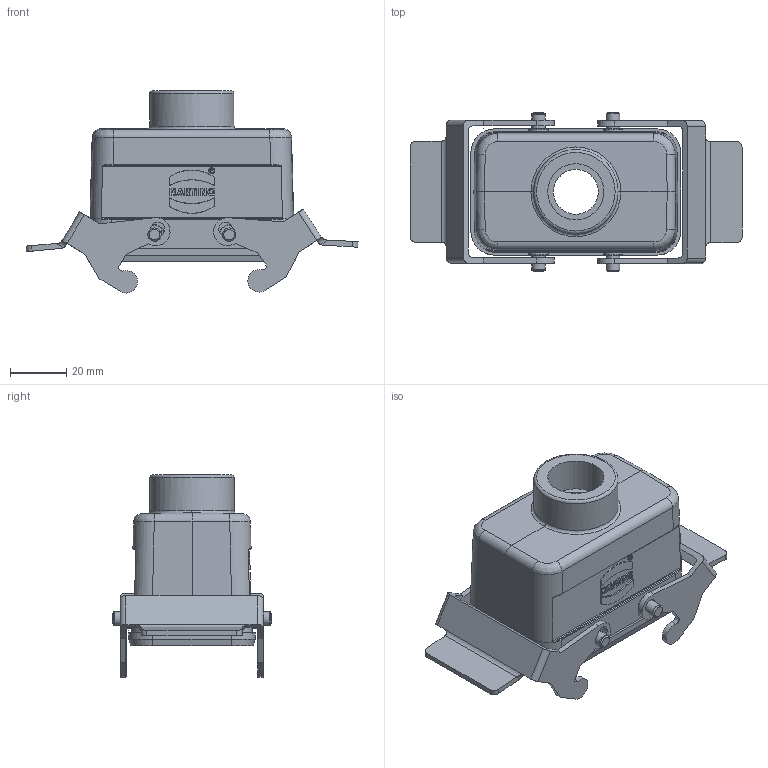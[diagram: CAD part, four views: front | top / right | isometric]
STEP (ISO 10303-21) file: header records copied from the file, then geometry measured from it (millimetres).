
FILE_DESCRIPTION((''),'2;1');
FILE_NAME('04300101761.stp','2020-07-07T14:38:10',('e.eickhoff'),(''),'Autodesk Inventor 2012','Autodesk Inventor 2012','');
FILE_SCHEMA(('AUTOMOTIVE_DESIGN { 1 0 10303 214 1 1 1 1 }'));
Length unit declared in the file: millimetre
Products named in the file (3): 04300101761; Metallbügel Quer
Assembly tree (3 placements, depth 2):
  04300101761
    04300101761
    Metallbügel Quer  x2
Bounding box: 118.3 x 56.6 x 72 mm (x, y, z)
Volume: 57917.9 mm3; surface area: 37528 mm2
Topology: 4 solids, 4 shells, 428 faces, 1103 edges, 714 vertices
Faces by surface type: plane 244, cylinder 122, bspline 46, cone 14, torus 2
Full cylindrical faces by diameter (mm): 3 x4, 4.8 x6, 7 x4, 16 x1, 20 x1, 30 x1
Entity records: 13476 total; most frequent: CARTESIAN_POINT 4345, ORIENTED_EDGE 1854, DIRECTION 1768, EDGE_CURVE 927, VERTEX_POINT 612, AXIS2_PLACEMENT_3D 597, VECTOR 574, LINE 574
